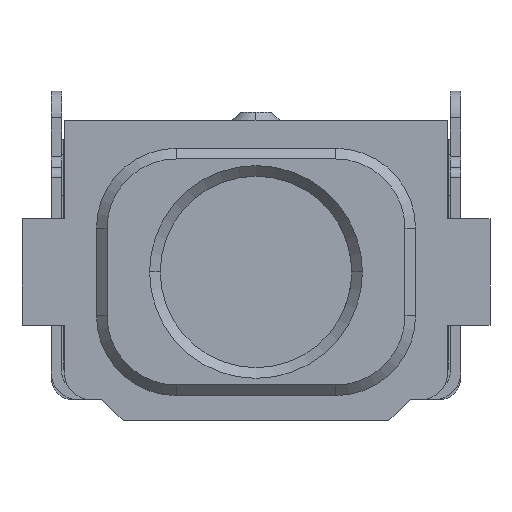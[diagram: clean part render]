
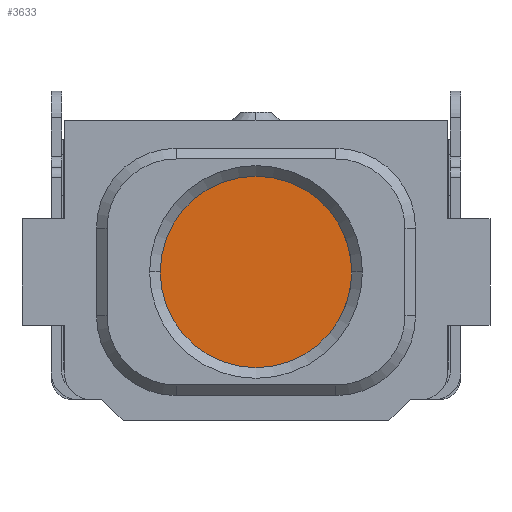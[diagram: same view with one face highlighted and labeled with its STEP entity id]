
A CAD part, left-side view. The second image highlights one B-rep face of the part: STEP entity #3633.
In plain terms, the highlighted planar face has unit normal (-1, 0, 0).
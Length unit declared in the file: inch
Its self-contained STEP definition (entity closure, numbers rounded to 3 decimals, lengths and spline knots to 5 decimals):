
#456 = CIRCLE ( 'NONE', #1198, 0.07087 ) ;
#1198 = AXIS2_PLACEMENT_3D ( 'NONE', #4388, #7886, #4724 ) ;
#1907 = EDGE_LOOP ( 'NONE', ( #9922, #6174 ) ) ;
#1921 = EDGE_CURVE ( 'NONE', #5978, #8344, #456, .T. ) ;
#2886 = AXIS2_PLACEMENT_3D ( 'NONE', #8296, #5464, #9042 ) ;
#3398 = CIRCLE ( 'NONE', #9803, 0.07087 ) ;
#3633 = ADVANCED_FACE ( 'NONE', ( #7308 ), #5521, .T. ) ;
#4388 = CARTESIAN_POINT ( 'NONE',  ( -0.47683, -0.14173, -0.09843 ) ) ;
#4678 = CARTESIAN_POINT ( 'NONE',  ( -0.47683, -0.2126, -0.09843 ) ) ;
#4724 = DIRECTION ( 'NONE',  ( 0., 0., 1. ) ) ;
#5464 = DIRECTION ( 'NONE',  ( -1., 0., 0. ) ) ;
#5521 = PLANE ( 'NONE',  #2886 ) ;
#5978 = VERTEX_POINT ( 'NONE', #9537 ) ;
#6174 = ORIENTED_EDGE ( 'NONE', *, *, #1921, .T. ) ;
#6406 = CARTESIAN_POINT ( 'NONE',  ( -0.47683, -0.14173, -0.09843 ) ) ;
#7308 = FACE_OUTER_BOUND ( 'NONE', #1907, .T. ) ;
#7886 = DIRECTION ( 'NONE',  ( -1., 0., 0. ) ) ;
#8296 = CARTESIAN_POINT ( 'NONE',  ( -0.47683, -0.14173, -0.09843 ) ) ;
#8344 = VERTEX_POINT ( 'NONE', #4678 ) ;
#9042 = DIRECTION ( 'NONE',  ( 0., 0., 1. ) ) ;
#9537 = CARTESIAN_POINT ( 'NONE',  ( -0.47683, -0.07087, -0.09843 ) ) ;
#9705 = EDGE_CURVE ( 'NONE', #8344, #5978, #3398, .T. ) ;
#9803 = AXIS2_PLACEMENT_3D ( 'NONE', #6406, #10145, #10944 ) ;
#9922 = ORIENTED_EDGE ( 'NONE', *, *, #9705, .T. ) ;
#10145 = DIRECTION ( 'NONE',  ( -1., 0., 0. ) ) ;
#10944 = DIRECTION ( 'NONE',  ( 0., 0., 1. ) ) ;
